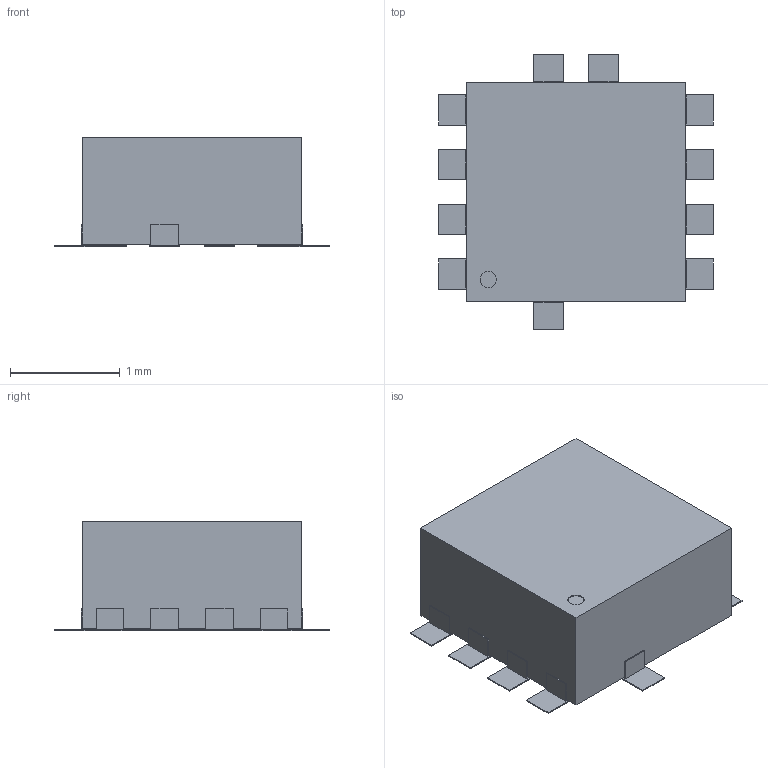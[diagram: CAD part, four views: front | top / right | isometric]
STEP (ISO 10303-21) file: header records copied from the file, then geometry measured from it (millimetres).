
FILE_DESCRIPTION(/* description */ (''),/* implementation_level */ '2;1');
FILE_NAME(/* name */ '316-0613-000_2.stp',/* time_stamp */ '2023-11-01T20:46:00+03:00',/* author */ (''),/* organization */ (''),/* preprocessor_version */ 'ST-DEVELOPER v16.7',/* originating_system */ 'SIEMENS PLM Software NX 12.0',/* authorisation */ '');
FILE_SCHEMA (('AUTOMOTIVE_DESIGN { 1 0 10303 214 3 1 1 1 }'));
Length unit declared in the file: millimetre
Products named in the file (1): 316-0613-000_2
Bounding box: 2.5 x 2.5 x 1 mm (x, y, z)
Volume: 4 mm3; surface area: 18.5 mm2
Topology: 1 solids, 1 shells, 130 faces, 348 edges, 232 vertices
Faces by surface type: plane 128, cylinder 2
Entity records: 4913 total; most frequent: CARTESIAN_POINT 711, ORIENTED_EDGE 696, DIRECTION 614, EDGE_CURVE 348, LINE 344, VECTOR 344, VERTEX_POINT 232, EDGE_LOOP 142
